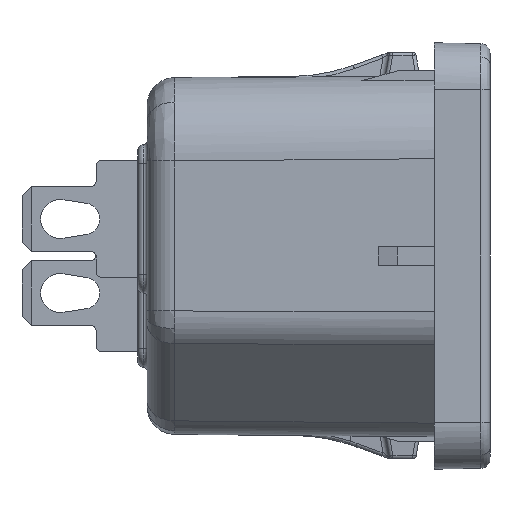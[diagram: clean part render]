
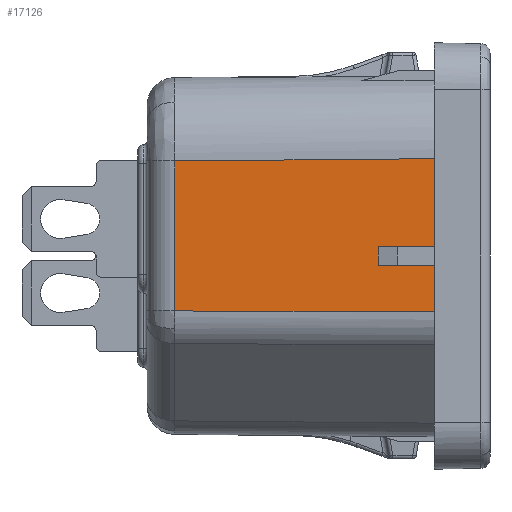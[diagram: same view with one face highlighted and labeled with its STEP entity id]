
A CAD part, left-side view. The second image highlights one B-rep face of the part: STEP entity #17126.
In plain terms, the highlighted planar face has unit normal (-1, 0.009, 0).
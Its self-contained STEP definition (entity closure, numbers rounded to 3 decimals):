
#18 = VERTEX_POINT ( 'NONE', #10280 ) ;
#148 = EDGE_CURVE ( 'NONE', #16509, #18, #7823, .T. ) ;
#459 = ORIENTED_EDGE ( 'NONE', *, *, #12253, .T. ) ;
#811 = CARTESIAN_POINT ( 'NONE',  ( -13.5, 0., -0.5 ) ) ;
#933 = LINE ( 'NONE', #2362, #9142 ) ;
#1070 = CARTESIAN_POINT ( 'NONE',  ( -13.378, 14.013, 9.75 ) ) ;
#1635 = DIRECTION ( 'NONE',  ( -1., 0.009, 0. ) ) ;
#1738 = VERTEX_POINT ( 'NONE', #2941 ) ;
#1871 = CARTESIAN_POINT ( 'NONE',  ( -13.5, 0., -3.015 ) ) ;
#1990 = VECTOR ( 'NONE', #7564, 1000. ) ;
#2187 = VECTOR ( 'NONE', #11343, 1000. ) ;
#2362 = CARTESIAN_POINT ( 'NONE',  ( -13.5, 0.046, -3.014 ) ) ;
#2544 = DIRECTION ( 'NONE',  ( -0.009, -1., -0.004 ) ) ;
#2867 = CARTESIAN_POINT ( 'NONE',  ( -13.474, 3.032, 0.5 ) ) ;
#2941 = CARTESIAN_POINT ( 'NONE',  ( -13.5, 0., 5.25 ) ) ;
#2996 = PLANE ( 'NONE',  #12021 ) ;
#3007 = VERTEX_POINT ( 'NONE', #1871 ) ;
#3243 = CARTESIAN_POINT ( 'NONE',  ( -13.5, 0., -0.5 ) ) ;
#3997 = CARTESIAN_POINT ( 'NONE',  ( -13.474, 3.032, -0.5 ) ) ;
#4244 = DIRECTION ( 'NONE',  ( 0., 0., 1. ) ) ;
#4338 = DIRECTION ( 'NONE',  ( 0., 0., 1. ) ) ;
#4364 = CARTESIAN_POINT ( 'NONE',  ( -13.5, -0.039, 5.251 ) ) ;
#4566 = LINE ( 'NONE', #2867, #2187 ) ;
#4951 = LINE ( 'NONE', #811, #1990 ) ;
#5315 = VECTOR ( 'NONE', #17659, 1000. ) ;
#5678 = LINE ( 'NONE', #12271, #17007 ) ;
#5751 = VECTOR ( 'NONE', #14422, 1000. ) ;
#5896 = DIRECTION ( 'NONE',  ( 0.009, 1., 0. ) ) ;
#7488 = EDGE_CURVE ( 'NONE', #14689, #9375, #4951, .T. ) ;
#7564 = DIRECTION ( 'NONE',  ( 0.009, 1., 0. ) ) ;
#7823 = LINE ( 'NONE', #1070, #5315 ) ;
#8074 = CARTESIAN_POINT ( 'NONE',  ( -13.5, 0., 0.5 ) ) ;
#8536 = ORIENTED_EDGE ( 'NONE', *, *, #16971, .T. ) ;
#8565 = CARTESIAN_POINT ( 'NONE',  ( -13.378, 14.013, 5.128 ) ) ;
#8766 = CARTESIAN_POINT ( 'NONE',  ( -13.5, 0., 9.75 ) ) ;
#9142 = VECTOR ( 'NONE', #2544, 1000. ) ;
#9240 = ORIENTED_EDGE ( 'NONE', *, *, #148, .T. ) ;
#9375 = VERTEX_POINT ( 'NONE', #3997 ) ;
#9443 = LINE ( 'NONE', #8074, #16017 ) ;
#9968 = VECTOR ( 'NONE', #14007, 1000. ) ;
#10280 = CARTESIAN_POINT ( 'NONE',  ( -13.378, 14.013, -2.964 ) ) ;
#10493 = FACE_OUTER_BOUND ( 'NONE', #10725, .T. ) ;
#10696 = ORIENTED_EDGE ( 'NONE', *, *, #14320, .T. ) ;
#10725 = EDGE_LOOP ( 'NONE', ( #10696, #9240, #8536, #13090, #13437, #12019, #16598, #459 ) ) ;
#11343 = DIRECTION ( 'NONE',  ( 0., 0., -1. ) ) ;
#11626 = CARTESIAN_POINT ( 'NONE',  ( -13.474, 3.032, 0.5 ) ) ;
#12019 = ORIENTED_EDGE ( 'NONE', *, *, #15045, .F. ) ;
#12021 = AXIS2_PLACEMENT_3D ( 'NONE', #12372, #1635, #4338 ) ;
#12253 = EDGE_CURVE ( 'NONE', #14594, #1738, #13080, .T. ) ;
#12271 = CARTESIAN_POINT ( 'NONE',  ( -13.5, 0., 9.75 ) ) ;
#12372 = CARTESIAN_POINT ( 'NONE',  ( -13.5, 0., 9.75 ) ) ;
#13080 = LINE ( 'NONE', #8766, #5751 ) ;
#13090 = ORIENTED_EDGE ( 'NONE', *, *, #13318, .T. ) ;
#13318 = EDGE_CURVE ( 'NONE', #3007, #14689, #5678, .T. ) ;
#13437 = ORIENTED_EDGE ( 'NONE', *, *, #7488, .T. ) ;
#14007 = DIRECTION ( 'NONE',  ( 0.009, 1., -0.009 ) ) ;
#14320 = EDGE_CURVE ( 'NONE', #1738, #16509, #16537, .T. ) ;
#14422 = DIRECTION ( 'NONE',  ( 0., 0., 1. ) ) ;
#14594 = VERTEX_POINT ( 'NONE', #16499 ) ;
#14689 = VERTEX_POINT ( 'NONE', #3243 ) ;
#14809 = VERTEX_POINT ( 'NONE', #11626 ) ;
#15045 = EDGE_CURVE ( 'NONE', #14809, #9375, #4566, .T. ) ;
#15269 = EDGE_CURVE ( 'NONE', #14594, #14809, #9443, .T. ) ;
#16017 = VECTOR ( 'NONE', #5896, 1000. ) ;
#16499 = CARTESIAN_POINT ( 'NONE',  ( -13.5, 0., 0.5 ) ) ;
#16509 = VERTEX_POINT ( 'NONE', #8565 ) ;
#16537 = LINE ( 'NONE', #4364, #9968 ) ;
#16598 = ORIENTED_EDGE ( 'NONE', *, *, #15269, .F. ) ;
#16971 = EDGE_CURVE ( 'NONE', #18, #3007, #933, .T. ) ;
#17007 = VECTOR ( 'NONE', #4244, 1000. ) ;
#17126 = ADVANCED_FACE ( 'NONE', ( #10493 ), #2996, .T. ) ;
#17659 = DIRECTION ( 'NONE',  ( 0., 0., -1. ) ) ;
